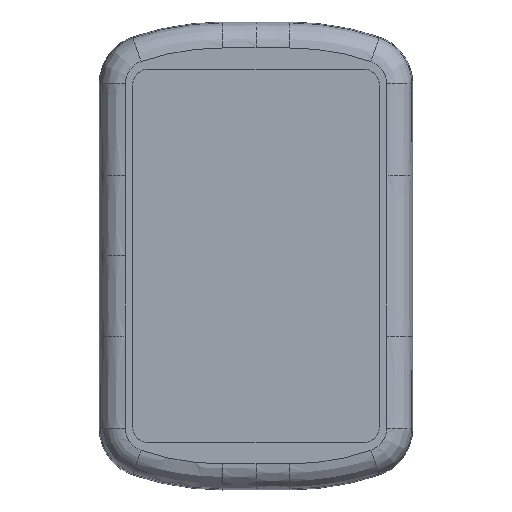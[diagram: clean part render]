
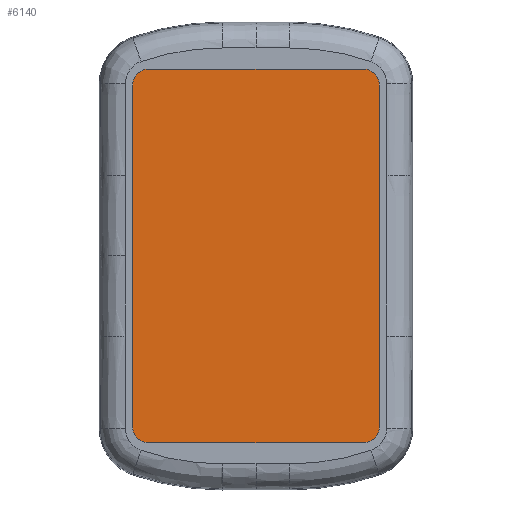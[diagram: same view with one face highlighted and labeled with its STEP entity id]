
A CAD part, top view. The second image highlights one B-rep face of the part: STEP entity #6140.
In plain terms, the highlighted planar face has unit normal (0, 0, 1).
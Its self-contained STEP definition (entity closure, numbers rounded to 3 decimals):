
#4420 = DIRECTION ( 'NONE',  ( 1., 0., 0. ) ) ;
#5480 = CARTESIAN_POINT ( 'NONE',  ( 125.069, -55.376, 13.445 ) ) ;
#6140 = ADVANCED_FACE ( 'NONE', ( #58294 ), #83310, .T. ) ;
#7424 = CARTESIAN_POINT ( 'NONE',  ( 44.931, -55.376, 13.445 ) ) ;
#9049 = VECTOR ( 'NONE', #71157, 1000. ) ;
#9557 = AXIS2_PLACEMENT_3D ( 'NONE', #18856, #64285, #25419 ) ;
#9690 = AXIS2_PLACEMENT_3D ( 'NONE', #44417, #18558, #63996 ) ;
#11394 = LINE ( 'NONE', #71610, #30747 ) ;
#11737 = CARTESIAN_POINT ( 'NONE',  ( 119.767, 60.678, 13.445 ) ) ;
#13825 = DIRECTION ( 'NONE',  ( 0., 1., 0. ) ) ;
#13866 = ORIENTED_EDGE ( 'NONE', *, *, #80485, .F. ) ;
#15424 = EDGE_CURVE ( 'NONE', #67411, #30825, #65825, .T. ) ;
#16634 = CARTESIAN_POINT ( 'NONE',  ( 125.069, 55.376, 13.445 ) ) ;
#18558 = DIRECTION ( 'NONE',  ( 0., 0., 1. ) ) ;
#18856 = CARTESIAN_POINT ( 'NONE',  ( 50.234, 55.376, 13.445 ) ) ;
#19204 = CARTESIAN_POINT ( 'NONE',  ( 108.703, 60.678, 13.445 ) ) ;
#19473 = ORIENTED_EDGE ( 'NONE', *, *, #75571, .T. ) ;
#19589 = EDGE_LOOP ( 'NONE', ( #38614, #52287, #25380, #19473, #72479, #69521, #60739, #13866 ) ) ;
#19741 = LINE ( 'NONE', #59265, #35004 ) ;
#19944 = CARTESIAN_POINT ( 'NONE',  ( 50.234, 60.678, 13.445 ) ) ;
#20873 = CIRCLE ( 'NONE', #38861, 5.303 ) ;
#20966 = DIRECTION ( 'NONE',  ( 1., 0., 0. ) ) ;
#21082 = VERTEX_POINT ( 'NONE', #16634 ) ;
#23144 = CARTESIAN_POINT ( 'NONE',  ( 50.234, -60.679, 13.445 ) ) ;
#25380 = ORIENTED_EDGE ( 'NONE', *, *, #45543, .T. ) ;
#25419 = DIRECTION ( 'NONE',  ( 1., 0., 0. ) ) ;
#26670 = EDGE_CURVE ( 'NONE', #44533, #21082, #19741, .T. ) ;
#27798 = CARTESIAN_POINT ( 'NONE',  ( 119.767, -55.376, 13.445 ) ) ;
#30747 = VECTOR ( 'NONE', #78164, 1000. ) ;
#30825 = VERTEX_POINT ( 'NONE', #7424 ) ;
#31282 = CARTESIAN_POINT ( 'NONE',  ( 119.767, 55.376, 13.445 ) ) ;
#33016 = EDGE_CURVE ( 'NONE', #56055, #69093, #43627, .T. ) ;
#34335 = DIRECTION ( 'NONE',  ( 1., 0., 0. ) ) ;
#35004 = VECTOR ( 'NONE', #13825, 1000. ) ;
#35377 = VECTOR ( 'NONE', #20966, 1000. ) ;
#37811 = DIRECTION ( 'NONE',  ( 1., 0., 0. ) ) ;
#38614 = ORIENTED_EDGE ( 'NONE', *, *, #65314, .F. ) ;
#38861 = AXIS2_PLACEMENT_3D ( 'NONE', #27798, #73195, #34335 ) ;
#40351 = CARTESIAN_POINT ( 'NONE',  ( 44.931, 55.376, 13.445 ) ) ;
#43357 = DIRECTION ( 'NONE',  ( 0., 0., -1. ) ) ;
#43627 = LINE ( 'NONE', #19204, #9049 ) ;
#44417 = CARTESIAN_POINT ( 'NONE',  ( 108.703, -66.391, 13.445 ) ) ;
#44533 = VERTEX_POINT ( 'NONE', #5480 ) ;
#45543 = EDGE_CURVE ( 'NONE', #67411, #52821, #56676, .T. ) ;
#46694 = CIRCLE ( 'NONE', #9557, 5.303 ) ;
#46826 = CARTESIAN_POINT ( 'NONE',  ( 108.703, -60.679, 13.445 ) ) ;
#47559 = AXIS2_PLACEMENT_3D ( 'NONE', #82245, #43357, #4420 ) ;
#49494 = VERTEX_POINT ( 'NONE', #40351 ) ;
#52287 = ORIENTED_EDGE ( 'NONE', *, *, #15424, .F. ) ;
#52494 = CIRCLE ( 'NONE', #74136, 5.303 ) ;
#52821 = VERTEX_POINT ( 'NONE', #80435 ) ;
#56055 = VERTEX_POINT ( 'NONE', #19944 ) ;
#56676 = LINE ( 'NONE', #46826, #35377 ) ;
#58294 = FACE_OUTER_BOUND ( 'NONE', #19589, .T. ) ;
#59265 = CARTESIAN_POINT ( 'NONE',  ( 125.069, -66.391, 13.445 ) ) ;
#60739 = ORIENTED_EDGE ( 'NONE', *, *, #33016, .F. ) ;
#63996 = DIRECTION ( 'NONE',  ( 1., 0., 0. ) ) ;
#64285 = DIRECTION ( 'NONE',  ( 0., 0., -1. ) ) ;
#65314 = EDGE_CURVE ( 'NONE', #30825, #49494, #11394, .T. ) ;
#65825 = CIRCLE ( 'NONE', #47559, 5.303 ) ;
#67411 = VERTEX_POINT ( 'NONE', #23144 ) ;
#69093 = VERTEX_POINT ( 'NONE', #11737 ) ;
#69521 = ORIENTED_EDGE ( 'NONE', *, *, #74119, .F. ) ;
#71157 = DIRECTION ( 'NONE',  ( 1., 0., 0. ) ) ;
#71610 = CARTESIAN_POINT ( 'NONE',  ( 44.931, -66.391, 13.445 ) ) ;
#72479 = ORIENTED_EDGE ( 'NONE', *, *, #26670, .T. ) ;
#73195 = DIRECTION ( 'NONE',  ( 0., 0., 1. ) ) ;
#74119 = EDGE_CURVE ( 'NONE', #69093, #21082, #52494, .T. ) ;
#74136 = AXIS2_PLACEMENT_3D ( 'NONE', #31282, #76681, #37811 ) ;
#75571 = EDGE_CURVE ( 'NONE', #52821, #44533, #20873, .T. ) ;
#76681 = DIRECTION ( 'NONE',  ( 0., 0., -1. ) ) ;
#78164 = DIRECTION ( 'NONE',  ( 0., 1., 0. ) ) ;
#80435 = CARTESIAN_POINT ( 'NONE',  ( 119.767, -60.679, 13.445 ) ) ;
#80485 = EDGE_CURVE ( 'NONE', #49494, #56055, #46694, .T. ) ;
#82245 = CARTESIAN_POINT ( 'NONE',  ( 50.234, -55.376, 13.445 ) ) ;
#83310 = PLANE ( 'NONE',  #9690 ) ;
